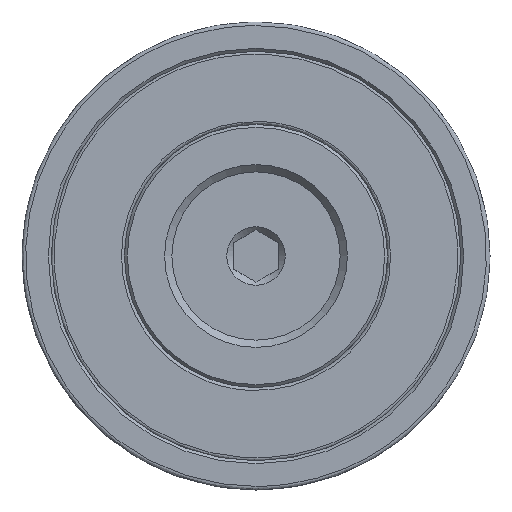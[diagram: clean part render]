
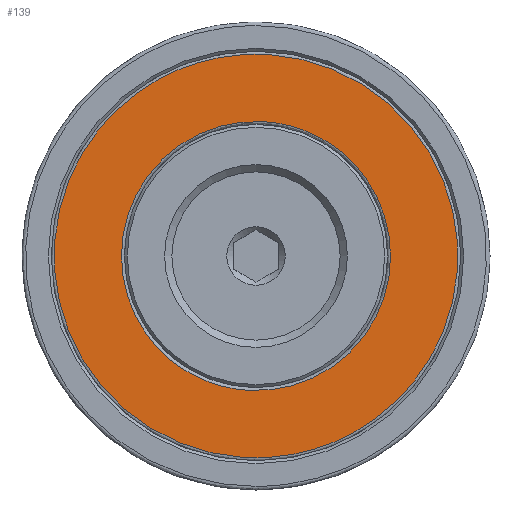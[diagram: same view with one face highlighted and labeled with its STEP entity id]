
A CAD part, front view. The second image highlights one B-rep face of the part: STEP entity #139.
In plain terms, the highlighted planar face has unit normal (0, -1, 0).
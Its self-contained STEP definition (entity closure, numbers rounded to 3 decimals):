
#4 = VERTEX_POINT ( 'NONE', #63 ) ;
#28 = CARTESIAN_POINT ( 'NONE',  ( 17.144, -5.002, 21.559 ) ) ;
#39 = CARTESIAN_POINT ( 'NONE',  ( 0.051, -5.002, 41.178 ) ) ;
#52 = DIRECTION ( 'NONE',  ( 0.069, 0., 0.998 ) ) ;
#63 = CARTESIAN_POINT ( 'NONE',  ( -1.528, -5.002, 18.233 ) ) ;
#84 = CARTESIAN_POINT ( 'NONE',  ( 0.051, -5.002, 41.178 ) ) ;
#131 = CARTESIAN_POINT ( 'NONE',  ( -1.528, -5.002, 18.233 ) ) ;
#139 = ADVANCED_FACE ( 'NONE', ( #520, #819 ), #826, .F. ) ;
#152 = CARTESIAN_POINT ( 'NONE',  ( 27.901, -5.002, 43.873 ) ) ;
#164 = CARTESIAN_POINT ( 'NONE',  ( -1.528, -5.002, 18.233 ) ) ;
#165 = ORIENTED_EDGE ( 'NONE', *, *, #623, .F. ) ;
#218 = EDGE_CURVE ( 'NONE', #4, #310, #414, .T. ) ;
#276 = ORIENTED_EDGE ( 'NONE', *, *, #218, .F. ) ;
#310 = VERTEX_POINT ( 'NONE', #731 ) ;
#313 = CARTESIAN_POINT ( 'NONE',  ( -1.212, -5.002, 22.822 ) ) ;
#320 = EDGE_LOOP ( 'NONE', ( #165, #458 ) ) ;
#377 = CARTESIAN_POINT ( 'NONE',  ( -18.306, -5.002, 42.441 ) ) ;
#409 = CARTESIAN_POINT ( 'NONE',  ( 18.407, -5.002, 39.915 ) ) ;
#414 =( BOUNDED_CURVE ( )  B_SPLINE_CURVE ( 3, ( #131, #1116, #911, #418 ),
 .UNSPECIFIED., .F., .T. ) 
 B_SPLINE_CURVE_WITH_KNOTS ( ( 4, 4 ),
 ( 0., 1. ),
 .UNSPECIFIED. ) 
 CURVE ( )  GEOMETRIC_REPRESENTATION_ITEM ( )  RATIONAL_B_SPLINE_CURVE ( ( 1., 0.333, 0.333, 1. ) ) 
 REPRESENTATION_ITEM ( '' )  );
#418 = CARTESIAN_POINT ( 'NONE',  ( 0.367, -5.002, 45.767 ) ) ;
#433 = DIRECTION ( 'NONE',  ( 0., 1., 0. ) ) ;
#440 = CARTESIAN_POINT ( 'NONE',  ( 0.051, -5.002, 41.178 ) ) ;
#458 = ORIENTED_EDGE ( 'NONE', *, *, #935, .F. ) ;
#461 =( BOUNDED_CURVE ( )  B_SPLINE_CURVE ( 3, ( #504, #28, #409, #39 ),
 .UNSPECIFIED., .F., .T. ) 
 B_SPLINE_CURVE_WITH_KNOTS ( ( 4, 4 ),
 ( 0., 1. ),
 .UNSPECIFIED. ) 
 CURVE ( )  GEOMETRIC_REPRESENTATION_ITEM ( )  RATIONAL_B_SPLINE_CURVE ( ( 1., 0.333, 0.333, 1. ) ) 
 REPRESENTATION_ITEM ( '' )  );
#495 = CARTESIAN_POINT ( 'NONE',  ( -19.569, -5.002, 24.085 ) ) ;
#504 = CARTESIAN_POINT ( 'NONE',  ( -1.212, -5.002, 22.822 ) ) ;
#520 = FACE_BOUND ( 'NONE', #320, .T. ) ;
#568 = AXIS2_PLACEMENT_3D ( 'NONE', #1021, #433, #52 ) ;
#623 = EDGE_CURVE ( 'NONE', #1083, #930, #933, .T. ) ;
#675 =( BOUNDED_CURVE ( )  B_SPLINE_CURVE ( 3, ( #739, #152, #1227, #164 ),
 .UNSPECIFIED., .F., .T. ) 
 B_SPLINE_CURVE_WITH_KNOTS ( ( 4, 4 ),
 ( 0., 1. ),
 .UNSPECIFIED. ) 
 CURVE ( )  GEOMETRIC_REPRESENTATION_ITEM ( )  RATIONAL_B_SPLINE_CURVE ( ( 1., 0.333, 0.333, 1. ) ) 
 REPRESENTATION_ITEM ( '' )  );
#731 = CARTESIAN_POINT ( 'NONE',  ( 0.367, -5.002, 45.767 ) ) ;
#739 = CARTESIAN_POINT ( 'NONE',  ( 0.367, -5.002, 45.767 ) ) ;
#754 = EDGE_LOOP ( 'NONE', ( #816, #276 ) ) ;
#771 = CARTESIAN_POINT ( 'NONE',  ( -1.212, -5.002, 22.822 ) ) ;
#816 = ORIENTED_EDGE ( 'NONE', *, *, #991, .F. ) ;
#819 = FACE_OUTER_BOUND ( 'NONE', #754, .T. ) ;
#826 = PLANE ( 'NONE',  #568 ) ;
#911 = CARTESIAN_POINT ( 'NONE',  ( -27.168, -5.002, 47.662 ) ) ;
#930 = VERTEX_POINT ( 'NONE', #313 ) ;
#933 =( BOUNDED_CURVE ( )  B_SPLINE_CURVE ( 3, ( #84, #377, #495, #771 ),
 .UNSPECIFIED., .F., .T. ) 
 B_SPLINE_CURVE_WITH_KNOTS ( ( 4, 4 ),
 ( 0., 1. ),
 .UNSPECIFIED. ) 
 CURVE ( )  GEOMETRIC_REPRESENTATION_ITEM ( )  RATIONAL_B_SPLINE_CURVE ( ( 1., 0.333, 0.333, 1. ) ) 
 REPRESENTATION_ITEM ( '' )  );
#935 = EDGE_CURVE ( 'NONE', #930, #1083, #461, .T. ) ;
#991 = EDGE_CURVE ( 'NONE', #310, #4, #675, .T. ) ;
#1021 = CARTESIAN_POINT ( 'NONE',  ( -0.581, -5.002, 32. ) ) ;
#1083 = VERTEX_POINT ( 'NONE', #440 ) ;
#1116 = CARTESIAN_POINT ( 'NONE',  ( -29.063, -5.002, 20.127 ) ) ;
#1227 = CARTESIAN_POINT ( 'NONE',  ( 26.007, -5.002, 16.338 ) ) ;
